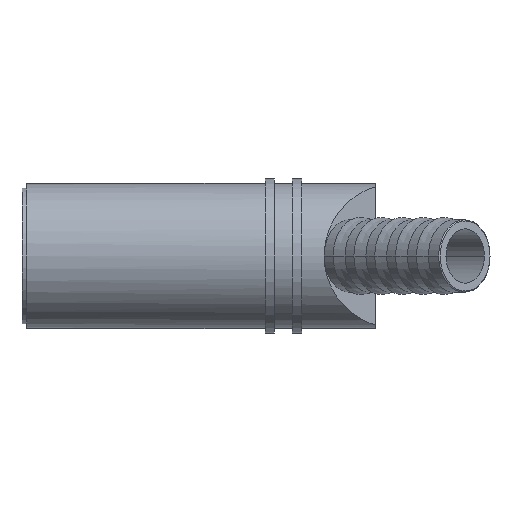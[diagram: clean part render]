
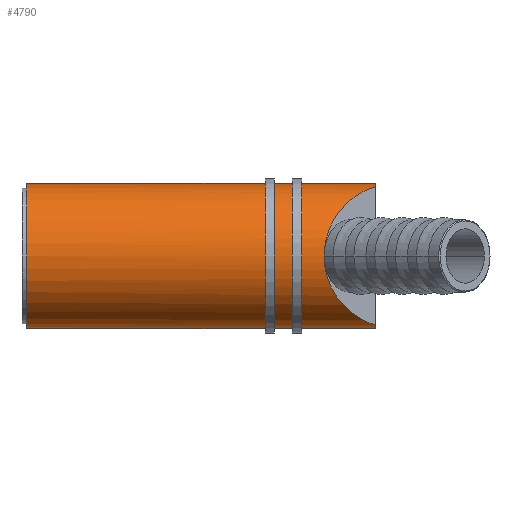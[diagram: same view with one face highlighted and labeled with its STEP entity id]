
A CAD part, front view. The second image highlights one B-rep face of the part: STEP entity #4790.
In plain terms, the highlighted cylindrical face has radius 16 mm (diameter 32 mm), a partial arc.
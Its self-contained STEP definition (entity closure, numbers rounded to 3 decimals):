
#310 = EDGE_CURVE ( 'NONE', #4924, #6849, #3021, .T. ) ;
#333 = CARTESIAN_POINT ( 'NONE',  ( 78., 0., -16. ) ) ;
#371 = DIRECTION ( 'NONE',  ( 0., 0., 1. ) ) ;
#513 = CARTESIAN_POINT ( 'NONE',  ( 78., -4.686, -15.298 ) ) ;
#651 = AXIS2_PLACEMENT_3D ( 'NONE', #3808, #6769, #1302 ) ;
#781 = CIRCLE ( 'NONE', #1402, 16. ) ;
#994 = ORIENTED_EDGE ( 'NONE', *, *, #7569, .T. ) ;
#1121 = CARTESIAN_POINT ( 'NONE',  ( 1., 0., 0. ) ) ;
#1199 = ORIENTED_EDGE ( 'NONE', *, *, #5693, .T. ) ;
#1202 = ORIENTED_EDGE ( 'NONE', *, *, #310, .F. ) ;
#1302 = DIRECTION ( 'NONE',  ( 0., 0., 1. ) ) ;
#1402 = AXIS2_PLACEMENT_3D ( 'NONE', #4796, #7156, #1768 ) ;
#1491 = EDGE_CURVE ( 'NONE', #7631, #5445, #7028, .T. ) ;
#1544 = CARTESIAN_POINT ( 'NONE',  ( 1., 0., 16. ) ) ;
#1588 = CYLINDRICAL_SURFACE ( 'NONE', #2905, 16. ) ;
#1689 = CARTESIAN_POINT ( 'NONE',  ( 78., -4.686, 15.298 ) ) ;
#1750 =( BOUNDED_CURVE ( )  B_SPLINE_CURVE ( 3, ( #513, #4165, #4339, #5942 ),
 .UNSPECIFIED., .F., .F. ) 
 B_SPLINE_CURVE_WITH_KNOTS ( ( 4, 4 ),
 ( 5.01, 6.283 ),
 .UNSPECIFIED. ) 
 CURVE ( )  GEOMETRIC_REPRESENTATION_ITEM ( )  RATIONAL_B_SPLINE_CURVE ( ( 1., 0.869, 0.869, 1. ) ) 
 REPRESENTATION_ITEM ( '' )  );
#1768 = DIRECTION ( 'NONE',  ( 0., 0., 1. ) ) ;
#2438 = LINE ( 'NONE', #6091, #4401 ) ;
#2707 = CARTESIAN_POINT ( 'NONE',  ( 0., 0., -16. ) ) ;
#2905 = AXIS2_PLACEMENT_3D ( 'NONE', #5246, #7571, #371 ) ;
#3021 = CIRCLE ( 'NONE', #4904, 16. ) ;
#3141 =( BOUNDED_CURVE ( )  B_SPLINE_CURVE ( 3, ( #5428, #7749, #7162, #6497 ),
 .UNSPECIFIED., .F., .F. ) 
 B_SPLINE_CURVE_WITH_KNOTS ( ( 4, 4 ),
 ( 0., 1.274 ),
 .UNSPECIFIED. ) 
 CURVE ( )  GEOMETRIC_REPRESENTATION_ITEM ( )  RATIONAL_B_SPLINE_CURVE ( ( 1., 0.869, 0.869, 1. ) ) 
 REPRESENTATION_ITEM ( '' )  );
#3377 = ORIENTED_EDGE ( 'NONE', *, *, #3895, .F. ) ;
#3687 = DIRECTION ( 'NONE',  ( -1., 0., 0. ) ) ;
#3806 = CARTESIAN_POINT ( 'NONE',  ( 78., -4.686, -15.298 ) ) ;
#3808 = CARTESIAN_POINT ( 'NONE',  ( 78., 0., 0. ) ) ;
#3895 = EDGE_CURVE ( 'NONE', #6185, #4924, #3921, .T. ) ;
#3921 = LINE ( 'NONE', #2707, #4276 ) ;
#3949 = EDGE_CURVE ( 'NONE', #7263, #5507, #1750, .T. ) ;
#4041 = CARTESIAN_POINT ( 'NONE',  ( 66.686, -16., 0. ) ) ;
#4165 = CARTESIAN_POINT ( 'NONE',  ( 71.024, -11.662, -13.161 ) ) ;
#4276 = VECTOR ( 'NONE', #6494, 1000. ) ;
#4339 = CARTESIAN_POINT ( 'NONE',  ( 66.686, -16., -7.296 ) ) ;
#4401 = VECTOR ( 'NONE', #3687, 1000. ) ;
#4407 = ORIENTED_EDGE ( 'NONE', *, *, #6759, .T. ) ;
#4790 = ADVANCED_FACE ( 'NONE', ( #7144 ), #1588, .T. ) ;
#4796 = CARTESIAN_POINT ( 'NONE',  ( 78., 0., 0. ) ) ;
#4904 = AXIS2_PLACEMENT_3D ( 'NONE', #1121, #7142, #5331 ) ;
#4924 = VERTEX_POINT ( 'NONE', #7767 ) ;
#5246 = CARTESIAN_POINT ( 'NONE',  ( 0., 0., 0. ) ) ;
#5331 = DIRECTION ( 'NONE',  ( 0., 0., 1. ) ) ;
#5428 = CARTESIAN_POINT ( 'NONE',  ( 66.686, -16., 0. ) ) ;
#5445 = VERTEX_POINT ( 'NONE', #5729 ) ;
#5507 = VERTEX_POINT ( 'NONE', #4041 ) ;
#5693 = EDGE_CURVE ( 'NONE', #5507, #7631, #3141, .T. ) ;
#5729 = CARTESIAN_POINT ( 'NONE',  ( 78., 0., 16. ) ) ;
#5942 = CARTESIAN_POINT ( 'NONE',  ( 66.686, -16., 0. ) ) ;
#6091 = CARTESIAN_POINT ( 'NONE',  ( 0., 0., 16. ) ) ;
#6185 = VERTEX_POINT ( 'NONE', #333 ) ;
#6281 = EDGE_LOOP ( 'NONE', ( #3377, #994, #7011, #1199, #6536, #4407, #1202 ) ) ;
#6494 = DIRECTION ( 'NONE',  ( -1., 0., 0. ) ) ;
#6497 = CARTESIAN_POINT ( 'NONE',  ( 78., -4.686, 15.298 ) ) ;
#6536 = ORIENTED_EDGE ( 'NONE', *, *, #1491, .T. ) ;
#6759 = EDGE_CURVE ( 'NONE', #5445, #6849, #2438, .T. ) ;
#6769 = DIRECTION ( 'NONE',  ( -1., 0., 0. ) ) ;
#6849 = VERTEX_POINT ( 'NONE', #1544 ) ;
#7011 = ORIENTED_EDGE ( 'NONE', *, *, #3949, .T. ) ;
#7028 = CIRCLE ( 'NONE', #651, 16. ) ;
#7142 = DIRECTION ( 'NONE',  ( -1., 0., 0. ) ) ;
#7144 = FACE_OUTER_BOUND ( 'NONE', #6281, .T. ) ;
#7156 = DIRECTION ( 'NONE',  ( -1., 0., 0. ) ) ;
#7162 = CARTESIAN_POINT ( 'NONE',  ( 71.024, -11.662, 13.161 ) ) ;
#7263 = VERTEX_POINT ( 'NONE', #3806 ) ;
#7569 = EDGE_CURVE ( 'NONE', #6185, #7263, #781, .T. ) ;
#7571 = DIRECTION ( 'NONE',  ( -1., 0., 0. ) ) ;
#7631 = VERTEX_POINT ( 'NONE', #1689 ) ;
#7749 = CARTESIAN_POINT ( 'NONE',  ( 66.686, -16., 7.296 ) ) ;
#7767 = CARTESIAN_POINT ( 'NONE',  ( 1., 0., -16. ) ) ;
